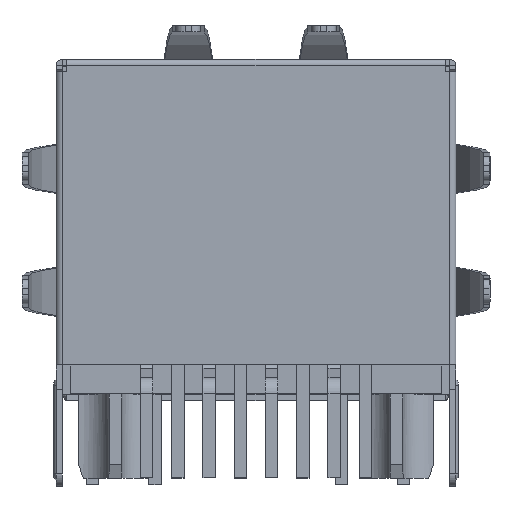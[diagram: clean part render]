
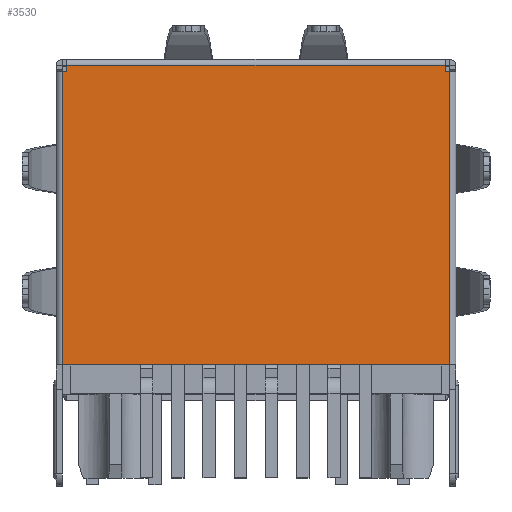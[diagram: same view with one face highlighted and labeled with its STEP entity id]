
A CAD part, top view. The second image highlights one B-rep face of the part: STEP entity #3530.
In plain terms, the highlighted planar face has unit normal (0, 0, 1).
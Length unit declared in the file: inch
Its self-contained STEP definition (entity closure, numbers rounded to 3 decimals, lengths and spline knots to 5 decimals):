
#60 = ORIENTED_EDGE ( 'NONE', *, *, #8017, .T. ) ;
#81 = CARTESIAN_POINT ( 'NONE',  ( 0.31016, 0.25281, 0.85 ) ) ;
#861 = DIRECTION ( 'NONE',  ( 0., -1., 0. ) ) ;
#876 = EDGE_CURVE ( 'NONE', #3236, #5458, #8138, .T. ) ;
#1397 = EDGE_CURVE ( 'NONE', #10631, #5638, #18809, .T. ) ;
#1490 = CARTESIAN_POINT ( 'NONE',  ( 0.3032, 0.25281, 0.85 ) ) ;
#1628 = LINE ( 'NONE', #17148, #17436 ) ;
#2337 = VECTOR ( 'NONE', #861, 39.37008 ) ;
#2734 = DIRECTION ( 'NONE',  ( 1., 0., 0. ) ) ;
#2957 = CARTESIAN_POINT ( 'NONE',  ( -0.3032, 0.25281, 0.85 ) ) ;
#3236 = VERTEX_POINT ( 'NONE', #81 ) ;
#3452 = EDGE_CURVE ( 'NONE', #15153, #5638, #3683, .T. ) ;
#3530 = ADVANCED_FACE ( 'NONE', ( #13621 ), #7135, .F. ) ;
#3683 = LINE ( 'NONE', #8487, #11952 ) ;
#4244 = CARTESIAN_POINT ( 'NONE',  ( 0., -0.21633, 0.85 ) ) ;
#4245 = CARTESIAN_POINT ( 'NONE',  ( 0., 0., 0.85 ) ) ;
#4544 = CARTESIAN_POINT ( 'NONE',  ( -0.3032, 0., 0.85 ) ) ;
#4663 = DIRECTION ( 'NONE',  ( 0., -1., 0. ) ) ;
#5361 = VECTOR ( 'NONE', #9479, 39.37008 ) ;
#5458 = VERTEX_POINT ( 'NONE', #7193 ) ;
#5638 = VERTEX_POINT ( 'NONE', #8976 ) ;
#5697 = LINE ( 'NONE', #9538, #6669 ) ;
#5763 = DIRECTION ( 'NONE',  ( 0., 0., -1. ) ) ;
#5838 = EDGE_CURVE ( 'NONE', #15452, #19502, #1628, .T. ) ;
#6669 = VECTOR ( 'NONE', #18793, 39.37008 ) ;
#6861 = DIRECTION ( 'NONE',  ( -1., 0., 0. ) ) ;
#7127 = EDGE_CURVE ( 'NONE', #19502, #11279, #5697, .T. ) ;
#7135 = PLANE ( 'NONE',  #9000 ) ;
#7193 = CARTESIAN_POINT ( 'NONE',  ( 0.31016, -0.21633, 0.85 ) ) ;
#7355 = VECTOR ( 'NONE', #4663, 39.37008 ) ;
#7380 = EDGE_LOOP ( 'NONE', ( #9008, #8973, #10431, #12367, #14858, #7485, #8803, #60 ) ) ;
#7485 = ORIENTED_EDGE ( 'NONE', *, *, #3452, .T. ) ;
#7838 = LINE ( 'NONE', #4244, #19042 ) ;
#8017 = EDGE_CURVE ( 'NONE', #10631, #5458, #7838, .T. ) ;
#8133 = DIRECTION ( 'NONE',  ( 0., 1., 0. ) ) ;
#8138 = LINE ( 'NONE', #14722, #2337 ) ;
#8337 = LINE ( 'NONE', #4544, #7355 ) ;
#8434 = CARTESIAN_POINT ( 'NONE',  ( -0.31016, -0.21633, 0.85 ) ) ;
#8487 = CARTESIAN_POINT ( 'NONE',  ( -0.3032, 0.25281, 0.85 ) ) ;
#8803 = ORIENTED_EDGE ( 'NONE', *, *, #1397, .F. ) ;
#8973 = ORIENTED_EDGE ( 'NONE', *, *, #14096, .T. ) ;
#8976 = CARTESIAN_POINT ( 'NONE',  ( -0.31016, 0.25281, 0.85 ) ) ;
#9000 = AXIS2_PLACEMENT_3D ( 'NONE', #4245, #5763, #13477 ) ;
#9008 = ORIENTED_EDGE ( 'NONE', *, *, #876, .F. ) ;
#9479 = DIRECTION ( 'NONE',  ( -1., 0., 0. ) ) ;
#9538 = CARTESIAN_POINT ( 'NONE',  ( 0., 0.26266, 0.85 ) ) ;
#9738 = CARTESIAN_POINT ( 'NONE',  ( -0.3032, 0.26266, 0.85 ) ) ;
#10431 = ORIENTED_EDGE ( 'NONE', *, *, #5838, .T. ) ;
#10631 = VERTEX_POINT ( 'NONE', #8434 ) ;
#10982 = DIRECTION ( 'NONE',  ( 0., 1., 0. ) ) ;
#11279 = VERTEX_POINT ( 'NONE', #9738 ) ;
#11952 = VECTOR ( 'NONE', #6861, 39.37008 ) ;
#12367 = ORIENTED_EDGE ( 'NONE', *, *, #7127, .T. ) ;
#12897 = CARTESIAN_POINT ( 'NONE',  ( -0.31016, 0., 0.85 ) ) ;
#13032 = EDGE_CURVE ( 'NONE', #11279, #15153, #8337, .T. ) ;
#13053 = CARTESIAN_POINT ( 'NONE',  ( 0.3032, 0.25281, 0.85 ) ) ;
#13477 = DIRECTION ( 'NONE',  ( 0., 1., 0. ) ) ;
#13621 = FACE_OUTER_BOUND ( 'NONE', #7380, .T. ) ;
#14096 = EDGE_CURVE ( 'NONE', #3236, #15452, #19945, .T. ) ;
#14722 = CARTESIAN_POINT ( 'NONE',  ( 0.31016, 0., 0.85 ) ) ;
#14858 = ORIENTED_EDGE ( 'NONE', *, *, #13032, .T. ) ;
#15153 = VERTEX_POINT ( 'NONE', #2957 ) ;
#15452 = VERTEX_POINT ( 'NONE', #13053 ) ;
#15504 = CARTESIAN_POINT ( 'NONE',  ( 0.3032, 0.26266, 0.85 ) ) ;
#16404 = VECTOR ( 'NONE', #8133, 39.37008 ) ;
#17148 = CARTESIAN_POINT ( 'NONE',  ( 0.3032, 0., 0.85 ) ) ;
#17436 = VECTOR ( 'NONE', #10982, 39.37008 ) ;
#18793 = DIRECTION ( 'NONE',  ( -1., 0., 0. ) ) ;
#18809 = LINE ( 'NONE', #12897, #16404 ) ;
#19042 = VECTOR ( 'NONE', #2734, 39.37008 ) ;
#19502 = VERTEX_POINT ( 'NONE', #15504 ) ;
#19945 = LINE ( 'NONE', #1490, #5361 ) ;
